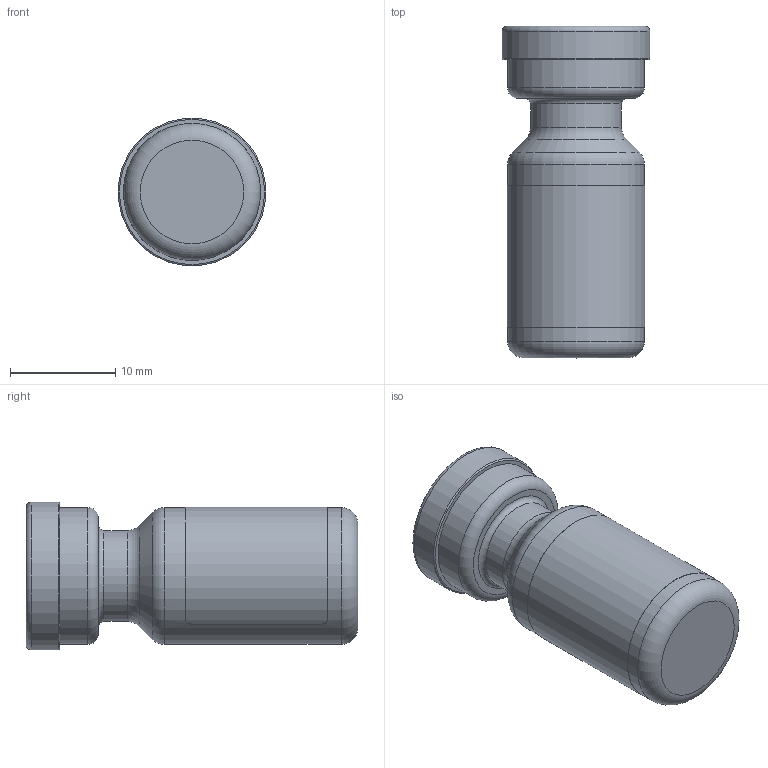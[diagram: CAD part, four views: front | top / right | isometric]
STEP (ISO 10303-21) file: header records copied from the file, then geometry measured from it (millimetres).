
FILE_DESCRIPTION (( 'STEP AP214' ), '1' );
FILE_NAME ('Pfizer Vial With Cap.STEP', '2021-10-27T20:30:57', ( '' ), ( '' ), 'SwSTEP 2.0', 'SolidWorks 2018', '' );
FILE_SCHEMA (( 'AUTOMOTIVE_DESIGN' ));
Length unit declared in the file: inch
Products named in the file (3): Pfizer Vial With Cap; Pfizer Vial No Cap; VIAL LID
Assembly tree (2 placements, depth 2):
  Pfizer Vial With Cap
    Pfizer Vial No Cap
    VIAL LID
Bounding box: 14.05 x 31.52 x 14.05 mm (x, y, z)
Volume: 877.6 mm3; surface area: 3369.8 mm2
Topology: 2 solids, 3 shells, 45 faces, 95 edges, 58 vertices
Faces by surface type: torus 16, plane 11, cylinder 9, bspline 6, cone 3
Full cylindrical faces by diameter (mm): 7.62 x1, 8.636 x1, 11.984 x2, 13 x2, 13.03 x1, 14.046 x1
Entity records: 1459 total; most frequent: CARTESIAN_POINT 352, DIRECTION 166, ORIENTED_EDGE 114, AXIS2_PLACEMENT_3D 81, EDGE_LOOP 76, FACE_OUTER_BOUND 69, EDGE_CURVE 57, VERTEX_POINT 49
